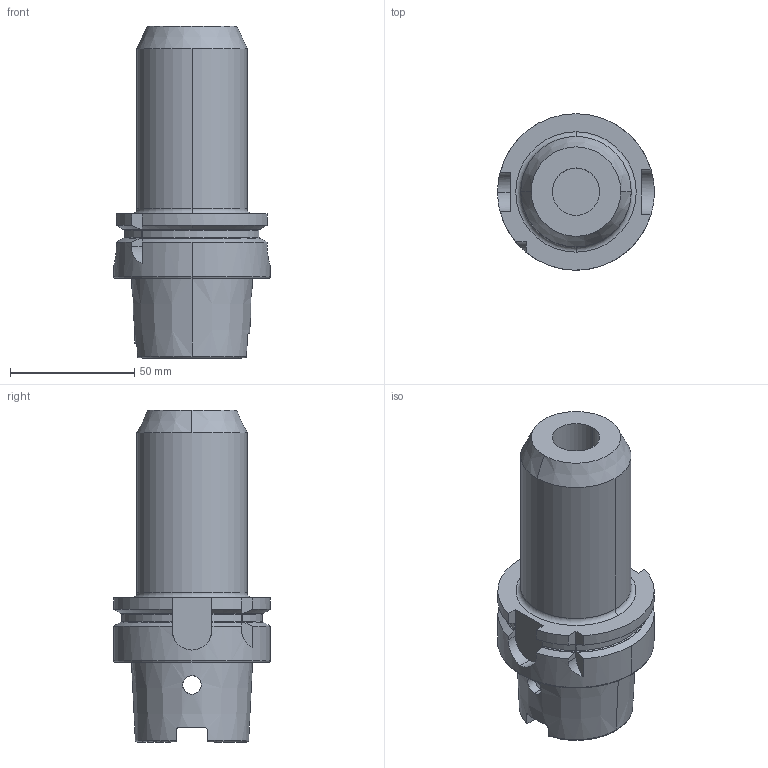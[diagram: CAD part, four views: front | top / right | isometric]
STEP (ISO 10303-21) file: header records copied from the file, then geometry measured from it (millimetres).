
FILE_DESCRIPTION (( 'STEP AP203' ), '1' );
FILE_NAME ('STP-SATE-32958-4.STEP', '2021-03-16T05:59:54', ( '' ), ( '' ), 'SwSTEP 2.0', 'SolidWorks 2017', '' );
FILE_SCHEMA (( 'CONFIG_CONTROL_DESIGN' ));
Length unit declared in the file: millimetre
Products named in the file (1): STP-SATE-32958-4
Bounding box: 63 x 63 x 133.6 mm (x, y, z)
Volume: 180715.5 mm3; surface area: 36072.2 mm2
Topology: 1 solids, 2 shells, 112 faces, 291 edges, 186 vertices
Faces by surface type: cylinder 38, plane 31, torus 26, cone 17
Entity records: 4059 total; most frequent: CARTESIAN_POINT 1242, DIRECTION 582, ORIENTED_EDGE 582, EDGE_CURVE 291, AXIS2_PLACEMENT_3D 242, VERTEX_POINT 186, CIRCLE 129, EDGE_LOOP 119
